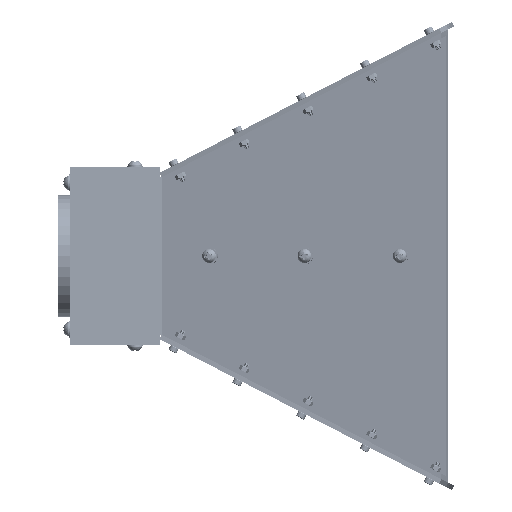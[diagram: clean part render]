
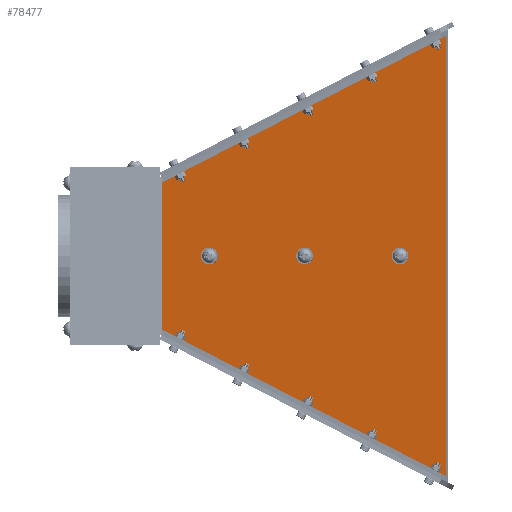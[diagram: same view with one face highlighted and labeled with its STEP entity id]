
A CAD part, front view. The second image highlights one B-rep face of the part: STEP entity #78477.
In plain terms, the highlighted planar face has unit normal (-0.214, -0.977, 0).
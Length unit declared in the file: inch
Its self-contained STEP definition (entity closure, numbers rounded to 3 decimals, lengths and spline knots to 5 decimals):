
#937 = AXIS2_PLACEMENT_3D ( 'NONE', #84300, #5477, #21688 ) ;
#3394 = FACE_BOUND ( 'NONE', #63919, .T. ) ;
#4301 = VECTOR ( 'NONE', #91261, 39.37008 ) ;
#5477 = DIRECTION ( 'NONE',  ( -0.214, -0.977, 0. ) ) ;
#7618 = DIRECTION ( 'NONE',  ( 0.872, -0.191, -0.45 ) ) ;
#8601 = VERTEX_POINT ( 'NONE', #38966 ) ;
#10979 = AXIS2_PLACEMENT_3D ( 'NONE', #26169, #93896, #85820 ) ;
#11954 = CIRCLE ( 'NONE', #34541, 0.173 ) ;
#11963 = EDGE_CURVE ( 'NONE', #76936, #89446, #91750, .T. ) ;
#12964 = DIRECTION ( 'NONE',  ( -0.954, 0.209, -0.214 ) ) ;
#13510 = VECTOR ( 'NONE', #61467, 39.37008 ) ;
#17179 = DIRECTION ( 'NONE',  ( 0., 0., -1. ) ) ;
#21629 = EDGE_LOOP ( 'NONE', ( #28175 ) ) ;
#21688 = DIRECTION ( 'NONE',  ( -0.954, 0.209, -0.214 ) ) ;
#23568 = CIRCLE ( 'NONE', #937, 0.173 ) ;
#26169 = CARTESIAN_POINT ( 'NONE',  ( 1.85, -1.61654, 10.48094 ) ) ;
#28175 = ORIENTED_EDGE ( 'NONE', *, *, #65436, .F. ) ;
#28443 = VERTEX_POINT ( 'NONE', #82501 ) ;
#32733 = CARTESIAN_POINT ( 'NONE',  ( 1.85, -1.61654, -1.50163 ) ) ;
#34115 = VECTOR ( 'NONE', #7618, 39.37008 ) ;
#34541 = AXIS2_PLACEMENT_3D ( 'NONE', #76879, #86913, #86419 ) ;
#35723 = DIRECTION ( 'NONE',  ( -0.214, -0.977, 0. ) ) ;
#36219 = CARTESIAN_POINT ( 'NONE',  ( 2.82686, -1.83041, 0. ) ) ;
#36260 = LINE ( 'NONE', #84222, #13510 ) ;
#38966 = CARTESIAN_POINT ( 'NONE',  ( 4.6155, -2.222, -0.037 ) ) ;
#42260 = ORIENTED_EDGE ( 'NONE', *, *, #58608, .F. ) ;
#42753 = VERTEX_POINT ( 'NONE', #83797 ) ;
#47889 = FACE_BOUND ( 'NONE', #21629, .T. ) ;
#50756 = EDGE_LOOP ( 'NONE', ( #42260 ) ) ;
#53536 = EDGE_CURVE ( 'NONE', #89446, #75411, #90082, .T. ) ;
#53603 = VERTEX_POINT ( 'NONE', #92041 ) ;
#53766 = VECTOR ( 'NONE', #17179, 39.37008 ) ;
#56018 = LINE ( 'NONE', #79314, #53766 ) ;
#56864 = EDGE_CURVE ( 'NONE', #42753, #75411, #56018, .T. ) ;
#57433 = AXIS2_PLACEMENT_3D ( 'NONE', #36219, #35723, #12964 ) ;
#58608 = EDGE_CURVE ( 'NONE', #28443, #28443, #11954, .T. ) ;
#61467 = DIRECTION ( 'NONE',  ( 0.872, -0.191, 0.45 ) ) ;
#62091 = ORIENTED_EDGE ( 'NONE', *, *, #53536, .T. ) ;
#62808 = ORIENTED_EDGE ( 'NONE', *, *, #65078, .F. ) ;
#63919 = EDGE_LOOP ( 'NONE', ( #62808 ) ) ;
#64544 = FACE_BOUND ( 'NONE', #50756, .T. ) ;
#65078 = EDGE_CURVE ( 'NONE', #8601, #8601, #23568, .T. ) ;
#65436 = EDGE_CURVE ( 'NONE', #53603, #53603, #88111, .T. ) ;
#66652 = CARTESIAN_POINT ( 'NONE',  ( 1.85, -1.61654, 1.50163 ) ) ;
#68215 = ORIENTED_EDGE ( 'NONE', *, *, #11963, .T. ) ;
#68936 = ORIENTED_EDGE ( 'NONE', *, *, #91639, .F. ) ;
#69053 = EDGE_LOOP ( 'NONE', ( #68936, #68215, #62091, #96498 ) ) ;
#75411 = VERTEX_POINT ( 'NONE', #76117 ) ;
#76117 = CARTESIAN_POINT ( 'NONE',  ( 7.68158, -2.89326, -4.51257 ) ) ;
#76879 = CARTESIAN_POINT ( 'NONE',  ( 6.73432, -2.68587, 0. ) ) ;
#76936 = VERTEX_POINT ( 'NONE', #66652 ) ;
#78477 = ADVANCED_FACE ( 'NONE', ( #47889, #3394, #64544, #79251 ), #93419, .T. ) ;
#79251 = FACE_OUTER_BOUND ( 'NONE', #69053, .T. ) ;
#79314 = CARTESIAN_POINT ( 'NONE',  ( 7.68158, -2.89326, 11.65 ) ) ;
#82501 = CARTESIAN_POINT ( 'NONE',  ( 6.56923, -2.64973, -0.037 ) ) ;
#82504 = CARTESIAN_POINT ( 'NONE',  ( 5.3769, -2.38869, -3.32262 ) ) ;
#83797 = CARTESIAN_POINT ( 'NONE',  ( 7.68158, -2.89326, 4.51257 ) ) ;
#84222 = CARTESIAN_POINT ( 'NONE',  ( 5.3769, -2.38869, 3.32262 ) ) ;
#84300 = CARTESIAN_POINT ( 'NONE',  ( 4.78059, -2.25814, 0. ) ) ;
#84667 = CARTESIAN_POINT ( 'NONE',  ( 1.85, -1.61654, 10.48094 ) ) ;
#85820 = DIRECTION ( 'NONE',  ( 0.977, -0.214, 0. ) ) ;
#86419 = DIRECTION ( 'NONE',  ( -0.954, 0.209, -0.214 ) ) ;
#86913 = DIRECTION ( 'NONE',  ( -0.214, -0.977, 0. ) ) ;
#88111 = CIRCLE ( 'NONE', #57433, 0.173 ) ;
#89446 = VERTEX_POINT ( 'NONE', #32733 ) ;
#90082 = LINE ( 'NONE', #82504, #34115 ) ;
#91261 = DIRECTION ( 'NONE',  ( 0., 0., -1. ) ) ;
#91639 = EDGE_CURVE ( 'NONE', #76936, #42753, #36260, .T. ) ;
#91750 = LINE ( 'NONE', #84667, #4301 ) ;
#92041 = CARTESIAN_POINT ( 'NONE',  ( 2.66178, -1.79426, -0.037 ) ) ;
#93419 = PLANE ( 'NONE',  #10979 ) ;
#93896 = DIRECTION ( 'NONE',  ( -0.214, -0.977, 0. ) ) ;
#96498 = ORIENTED_EDGE ( 'NONE', *, *, #56864, .F. ) ;
